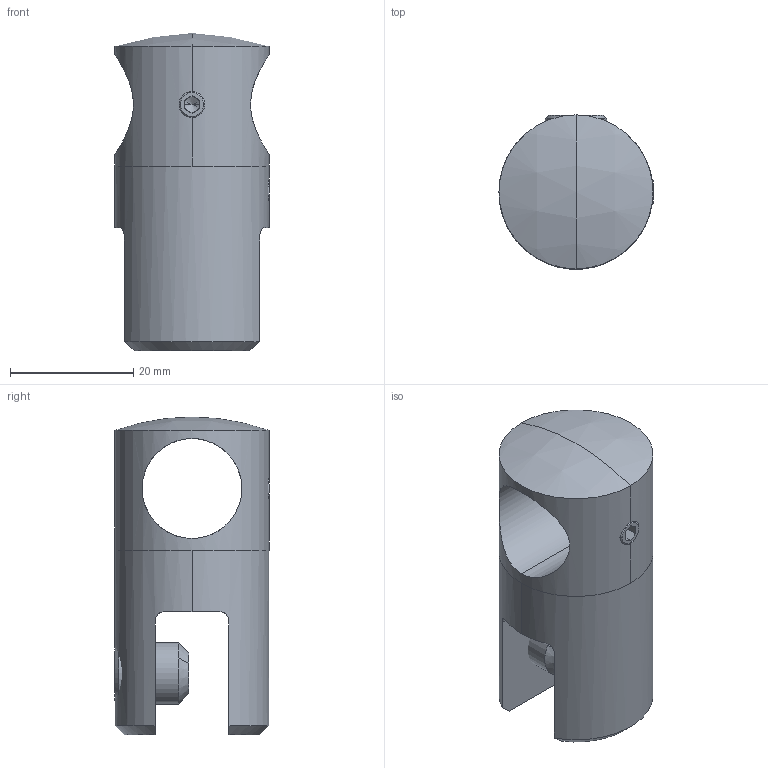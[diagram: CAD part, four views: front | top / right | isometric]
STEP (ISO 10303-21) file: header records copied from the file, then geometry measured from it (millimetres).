
FILE_DESCRIPTION (( 'STEP AP203' ), '1' );
FILE_NAME ('55346-240.step', '2020-10-12T08:32:12', ( '' ), ( '' ), 'SwSTEP 2.0', 'SolidWorks 2018', '' );
FILE_SCHEMA (( 'CONFIG_CONTROL_DESIGN' ));
Length unit declared in the file: millimetre
Products named in the file (12): DIN914_DIN 914 M5x6; 5534X-240 Teil1; DIN913_DIN 913 M5x4; 55346-240; 5534X-240 Teil1_55347-240 Teil1; DIN913; 5534X-240 Teil2; DIN914; DIN913_DIN 913 M10x12; 5534X-240 Teil2_5534X-240 Teil2
Assembly tree (8 placements, depth 2):
  55346-240
    5534X-240 Teil1_55347-240 Teil1
    5534X-240 Teil2_5534X-240 Teil2
    DIN914_DIN 914 M5x6
    DIN913_DIN 913 M5x4
    DIN913_DIN 913 M10x12
  DIN913
  5534X-240 Teil2
  55346-240
    5534X-240 Teil1
    DIN913
    DIN914
Bounding box: 25 x 25 x 51.6 mm (x, y, z)
Volume: 14156.5 mm3; surface area: 8256.6 mm2
Topology: 5 solids, 5 shells, 329 faces, 854 edges, 557 vertices
Faces by surface type: plane 180, bspline 93, cylinder 28, cone 24, torus 2, sphere 2
Entity records: 19306 total; most frequent: CARTESIAN_POINT 10715, ORIENTED_EDGE 1694, DIRECTION 1215, EDGE_CURVE 847, VECTOR 555, LINE 555, VERTEX_POINT 551, EDGE_LOOP 362
